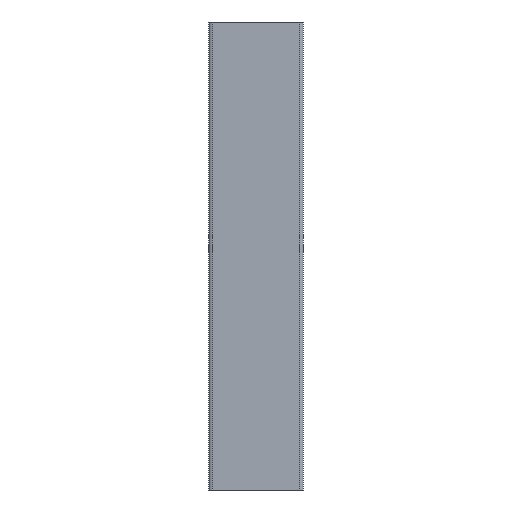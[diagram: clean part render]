
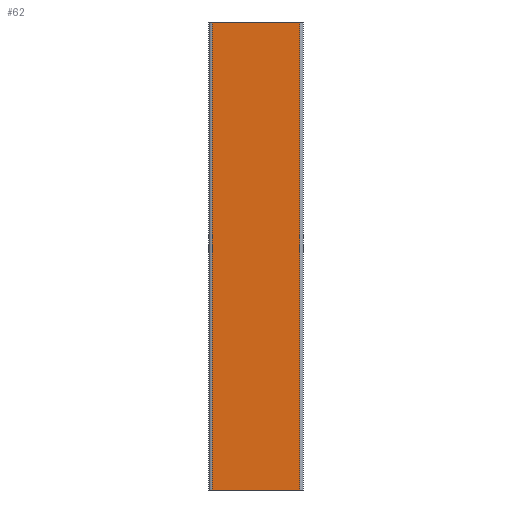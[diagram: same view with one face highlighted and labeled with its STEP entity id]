
A CAD part, front view. The second image highlights one B-rep face of the part: STEP entity #62.
In plain terms, the highlighted planar face has unit normal (0, -1, 0).
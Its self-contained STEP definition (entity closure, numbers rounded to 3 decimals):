
#62=ADVANCED_FACE('',(#101),#102,.T.);
#101=FACE_OUTER_BOUND('',#145,.T.);
#102=PLANE('',#146);
#145=EDGE_LOOP('',(#269,#270,#271,#272));
#146=AXIS2_PLACEMENT_3D('',#273,#274,#275);
#269=ORIENTED_EDGE('',*,*,#392,.T.);
#270=ORIENTED_EDGE('',*,*,#393,.F.);
#271=ORIENTED_EDGE('',*,*,#394,.T.);
#272=ORIENTED_EDGE('',*,*,#390,.T.);
#273=CARTESIAN_POINT('',(0.0,0.0,0.0));
#274=DIRECTION('',(0.,-1.0,0.0));
#275=DIRECTION('',(1.0,0.,0.0));
#390=EDGE_CURVE('',#483,#481,#484,.T.);
#392=EDGE_CURVE('',#481,#486,#487,.T.);
#393=EDGE_CURVE('',#488,#486,#489,.T.);
#394=EDGE_CURVE('',#488,#483,#490,.T.);
#481=VERTEX_POINT('',#613);
#483=VERTEX_POINT('',#615);
#484=LINE('',#616,#617);
#486=VERTEX_POINT('',#619);
#487=LINE('',#620,#621);
#488=VERTEX_POINT('',#622);
#489=LINE('',#623,#624);
#490=LINE('',#625,#626);
#613=CARTESIAN_POINT('',(93.75,0.,1000.0));
#615=CARTESIAN_POINT('',(93.75,0.,0.0));
#616=CARTESIAN_POINT('',(93.75,0.,0.0));
#617=VECTOR('',#720,1.0);
#619=CARTESIAN_POINT('',(-93.75,0.,1000.0));
#620=CARTESIAN_POINT('',(-93.75,0.,1000.0));
#621=VECTOR('',#724,1.0);
#622=CARTESIAN_POINT('',(-93.75,0.,0.0));
#623=CARTESIAN_POINT('',(-93.75,0.,0.0));
#624=VECTOR('',#725,1.0);
#625=CARTESIAN_POINT('',(-93.75,0.,0.0));
#626=VECTOR('',#726,1.0);
#720=DIRECTION('',(0.0,0.0,1.0));
#724=DIRECTION('',(-1.0,0.,0.0));
#725=DIRECTION('',(0.0,0.0,1.0));
#726=DIRECTION('',(1.0,0.,0.0));
